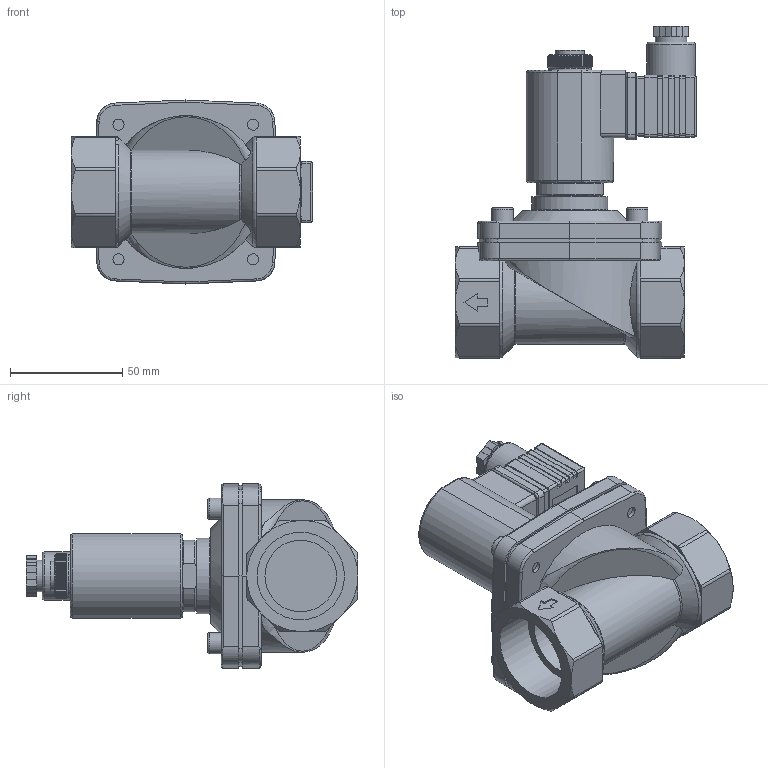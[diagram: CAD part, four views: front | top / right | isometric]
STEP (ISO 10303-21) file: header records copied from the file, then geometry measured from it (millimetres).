
FILE_DESCRIPTION((''),'2;1');
FILE_NAME('MZ1A32F032B24=.stp','2022-01-21T09:06:47',('RL'),(''),'Autodesk Inventor 2012','Autodesk Inventor 2012','');
FILE_SCHEMA(('AUTOMOTIVE_DESIGN { 1 0 10303 214 1 1 1 1 }'));
Length unit declared in the file: millimetre
Products named in the file (3): MZ1A32F032B24/=; MZ1A32E032B23050; GDA09 (1)
Assembly tree (2 placements, depth 2):
  MZ1A32F032B24/=
    MZ1A32E032B23050
    GDA09 (1)
Bounding box: 107.5 x 147.9 x 82 mm (x, y, z)
Volume: 340928.6 mm3; surface area: 63357.8 mm2
Topology: 3 solids, 3 shells, 877 faces, 2214 edges, 1392 vertices
Faces by surface type: plane 637, cylinder 177, torus 36, cone 27
Full cylindrical faces by diameter (mm): 1.7 x3, 2.459 x1, 3 x1, 3.2 x1, 4.917 x4, 5.5 x1, 6.6 x2, 7 x1, 8.5 x1, 9.5 x4, 10.5 x1, 13 x1, 14 x1, 19 x1, 20 x1, 21.5 x1, 22 x1, 29.8 x1, 31.9 x2, 33.8 x1, 38.952 x2
Entity records: 27633 total; most frequent: CARTESIAN_POINT 6140, ORIENTED_EDGE 4332, DIRECTION 4061, EDGE_CURVE 2166, VERTEX_POINT 1388, AXIS2_PLACEMENT_3D 1356, VECTOR 1349, LINE 1349
